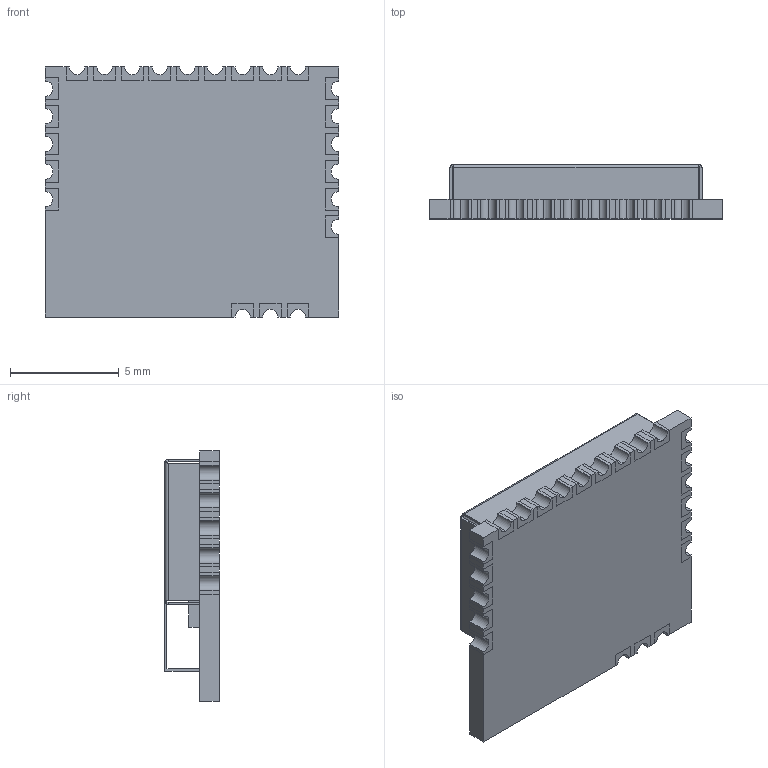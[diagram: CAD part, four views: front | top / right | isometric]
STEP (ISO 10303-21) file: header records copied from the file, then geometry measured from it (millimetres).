
FILE_DESCRIPTION(('CAx-IF Rec.Pracs.---Model Styling and Organization---1.5---2016-08-15','CAx-IF Rec.Pracs.---Geometric and Assembly Validation Properties---4.4---2016-08-17','CAx-IF Rec.Pracs.---User Defined Attributes---1.5---2016-08-15','CAx-IF Rec.Pracs.---External References---2.1---2005-01-19'),'2;1');
FILE_NAME('2758133.step','2023-02-05T12:31:00',('Unspecified'),('Unspecified'),'CAD Exchanger 3.8.1 (cadexchanger.com)','Unspecified','');
FILE_SCHEMA(('AUTOMOTIVE_DESIGN { 1 0 10303 214 1 1 1 1 }'));
Length unit declared in the file: millimetre
Products named in the file (2): BLUENRG-M2SP
Bounding box: 13.5 x 2.5 x 11.5 mm (x, y, z)
Volume: 149.3 mm3; surface area: 721.1 mm2
Topology: 26 solids, 26 shells, 430 faces, 1120 edges, 742 vertices
Faces by surface type: plane 385, cylinder 39, bspline 6
Entity records: 16424 total; most frequent: CARTESIAN_POINT 2629, ORIENTED_EDGE 2240, DIRECTION 2024, EDGE_CURVE 1120, LINE 1030, VECTOR 1030, VERTEX_POINT 742, AXIS2_PLACEMENT_3D 497
